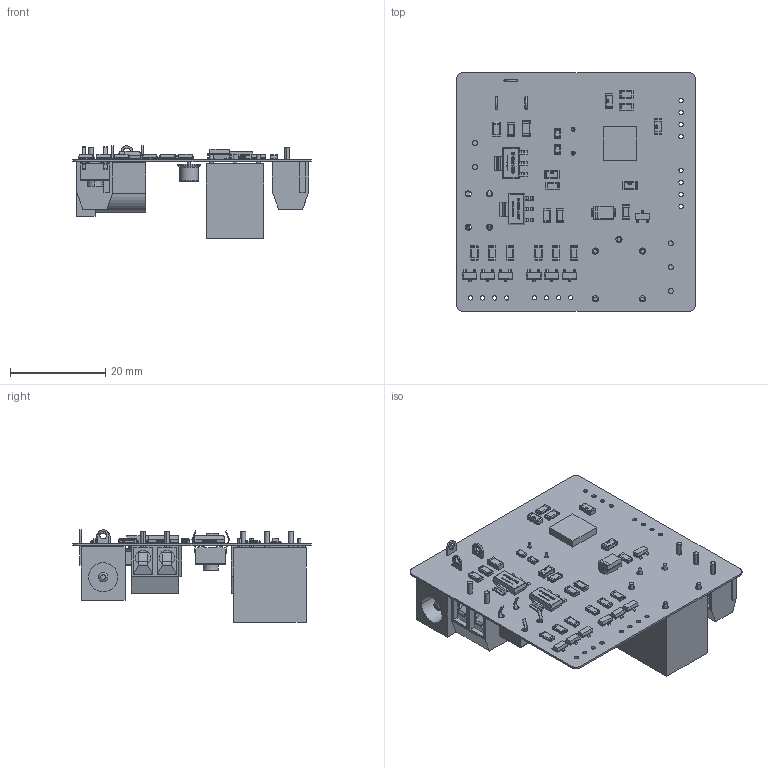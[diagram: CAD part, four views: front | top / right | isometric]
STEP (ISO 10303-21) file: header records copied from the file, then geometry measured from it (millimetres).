
FILE_DESCRIPTION(('Open CASCADE Model'),'2;1');
FILE_NAME('Open CASCADE Shape Model','2020-07-17T09:43:04',('Author'),( 'Open CASCADE'),'Open CASCADE STEP processor 6.8','Open CASCADE 6.8' ,'Unknown');
FILE_SCHEMA(('AUTOMOTIVE_DESIGN { 1 0 10303 214 1 1 1 1 }'));
Length unit declared in the file: millimetre
Products named in the file (59): PCB; Board; Open CASCADE STEP translator 6.8 1.1.1; C6; cap_1206; U1; 6522508672; Extruded; UP1; User_Library-SOT223-3; F1; User_Library-ind_1206; Y1; User_Library-HC-49_LT_THT_16MHz; UP2; T2; User_Library-Terminal-Screw-3A-3way; T1; User_Library-Terminal-Screw-3A-2way; S1; SW3dPS-Touche_DTS-6X_V2008; R10; 1206; R9; R8; R7; R6; R5; R4; R3; R2; R1; Q7; User_Library-SOT-23-3-1; User_Library-SOT-23-3-1_SOT-23-3_Body; User_Library-SOT-23-3-1_SOT-23-3_Foot; Q6; Q5; Q4; Q3 ...
Assembly tree (83 placements, depth 4):
  PCB
    Board
      Open CASCADE STEP translator 6.8 1.1.1
    C6
      cap_1206
    U1
      6522508672
        Extruded
    UP1
      User_Library-SOT223-3
    F1
      User_Library-ind_1206
    Y1
      User_Library-HC-49_LT_THT_16MHz
    UP2
      User_Library-SOT223-3
    T2
      User_Library-Terminal-Screw-3A-3way
    T1
      User_Library-Terminal-Screw-3A-2way
    S1
      SW3dPS-Touche_DTS-6X_V2008
    R10
      1206
    R9
      1206
    R8
      1206
    R7
      1206
    R6
      1206
    R5
      1206
    R4
      1206
    R3
      1206
    R2
      1206
    R1
      1206
    Q7
      User_Library-SOT-23-3-1
        User_Library-SOT-23-3-1_SOT-23-3_Body
        User_Library-SOT-23-3-1_SOT-23-3_Foot  x3
    Q6
      User_Library-SOT-23-3-1
        User_Library-SOT-23-3-1_SOT-23-3_Body
        User_Library-SOT-23-3-1_SOT-23-3_Foot  x3
    Q5
      User_Library-SOT-23-3-1
        User_Library-SOT-23-3-1_SOT-23-3_Body
        User_Library-SOT-23-3-1_SOT-23-3_Foot  x3
    Q4
      User_Library-SOT-23-3-1
        User_Library-SOT-23-3-1_SOT-23-3_Body
        User_Library-SOT-23-3-1_SOT-23-3_Foot  x3
    Q3
      User_Library-SOT-23-3-1
Bounding box: 50 x 50 x 19.41 mm (x, y, z)
Volume: 6936.7 mm3; surface area: 10729.1 mm2
Topology: 70 solids, 70 shells, 2647 faces, 6494 edges, 3900 vertices
Faces by surface type: plane 1285, cylinder 877, sphere 218, bspline 185, torus 78, cone 2, revolution 2
Full cylindrical faces by diameter (mm): 0.8 x2, 0.9 x16, 1 x1, 1.05 x4, 1.27 x4, 1.3 x5
Entity records: 49818 total; most frequent: CARTESIAN_POINT 12076, ORIENTED_EDGE 6160, DIRECTION 6092, EDGE_CURVE 3080, LINE 2048, VECTOR 2048, AXIS2_PLACEMENT_3D 2021, VERTEX_POINT 1976
